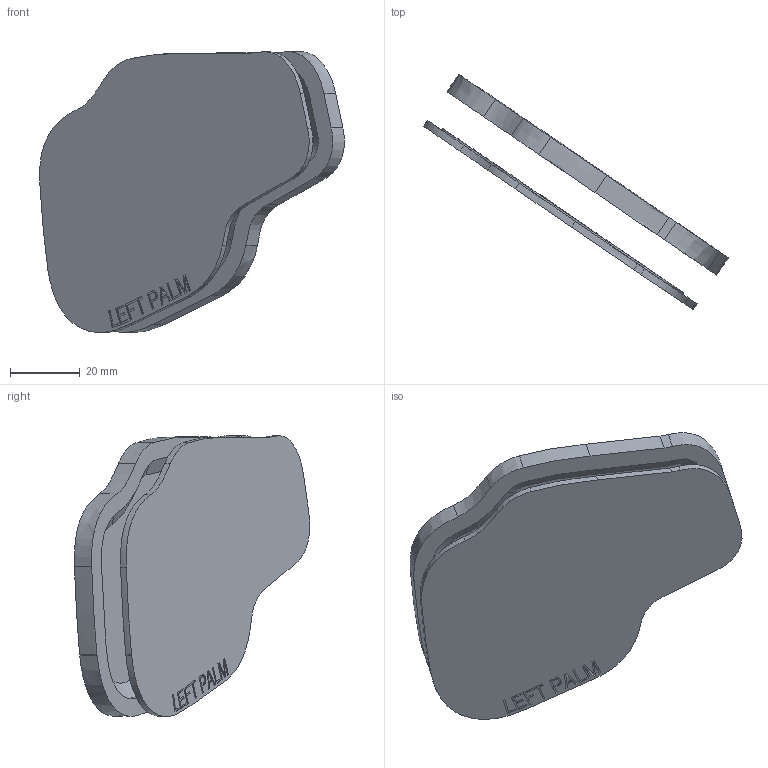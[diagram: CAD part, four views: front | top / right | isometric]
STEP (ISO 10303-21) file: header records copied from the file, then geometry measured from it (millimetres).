
FILE_DESCRIPTION(/* description */ (''),/* implementation_level */ '2;1');
FILE_NAME(/* name */ 'Palm_Silicone_Mold_L.stp',/* time_stamp */ '2025-10-07T16:22:14-07:00',/* author */ (''),/* organization */ (''),/* preprocessor_version */ 'ST-DEVELOPER v20',/* originating_system */ 'SIEMENS PLM Software NX2412.6001',/* authorisation */ '');
FILE_SCHEMA (('AP203_CONFIGURATION_CONTROLLED_3D_DESIGN_OF_MECHANICAL_PARTS_AND_ASSEMBLIES_MIM_LF { 1 0 10303 403 2 1 2}'));
Length unit declared in the file: millimetre
Products named in the file (1): Palm_Silicone_Mold_L_objects
Bounding box: 87.41 x 67.48 x 80.52 mm (x, y, z)
Volume: 29483.9 mm3; surface area: 24150.2 mm2
Topology: 2 solids, 2 shells, 169 faces, 445 edges, 292 vertices
Faces by surface type: plane 85, extrusion 69, bspline 15
Entity records: 7872 total; most frequent: CARTESIAN_POINT 4252, ORIENTED_EDGE 890, EDGE_CURVE 445, DIRECTION 383, B_SPLINE_CURVE_WITH_KNOTS 372, VERTEX_POINT 292, VECTOR 211, EDGE_LOOP 181
